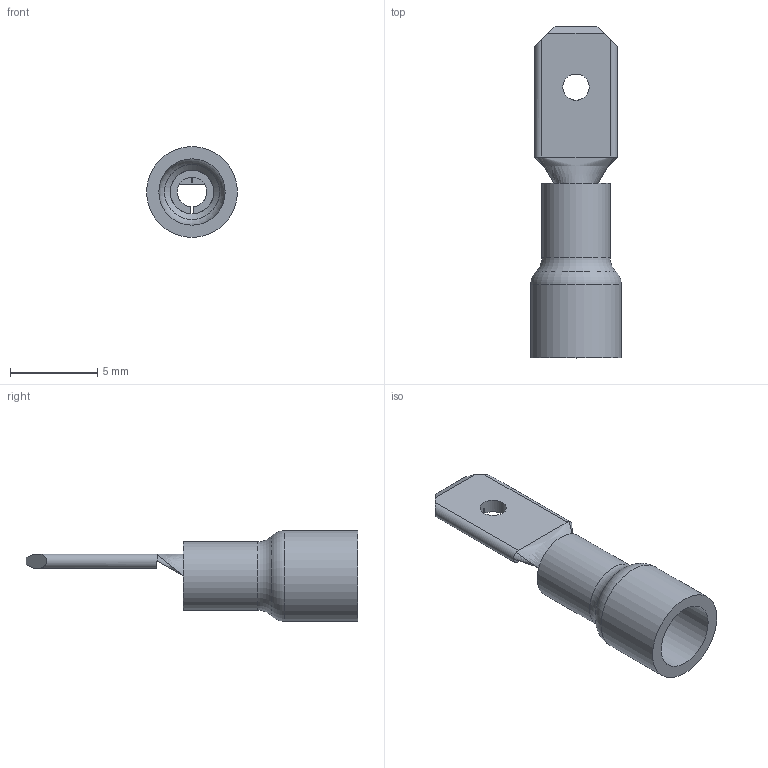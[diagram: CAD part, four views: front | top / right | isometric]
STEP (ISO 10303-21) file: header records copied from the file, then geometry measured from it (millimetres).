
FILE_DESCRIPTION(('STEP AP214'), '1');
FILE_NAME('MDD', '', ('UNSPECIFIED'), ('UNSPECIFIED'), 'ASCON STEP Converter 1.6', 'ASCON Math Kernel', '');
FILE_SCHEMA(('AUTOMOTIVE_DESIGN { 1 0 10303 214 3 1 1}'));
Length unit declared in the file: millimetre
Products named in the file (1): MDD
Bounding box: 5.2 x 19 x 5.2 mm (x, y, z)
Volume: 124.5 mm3; surface area: 430.6 mm2
Topology: 2 solids, 2 shells, 46 faces, 115 edges, 72 vertices
Faces by surface type: plane 28, cylinder 9, bspline 4, torus 3, cone 2
Full cylindrical faces by diameter (mm): 1.5 x1, 2.5 x1, 3.8 x1, 3.9 x1, 5.2 x1
Entity records: 2026 total; most frequent: CARTESIAN_POINT 552, DIRECTION 212, ORIENTED_EDGE 210, EDGE_CURVE 105, VERTEX_POINT 72, LINE 72, VECTOR 72, AXIS2_PLACEMENT_3D 70
